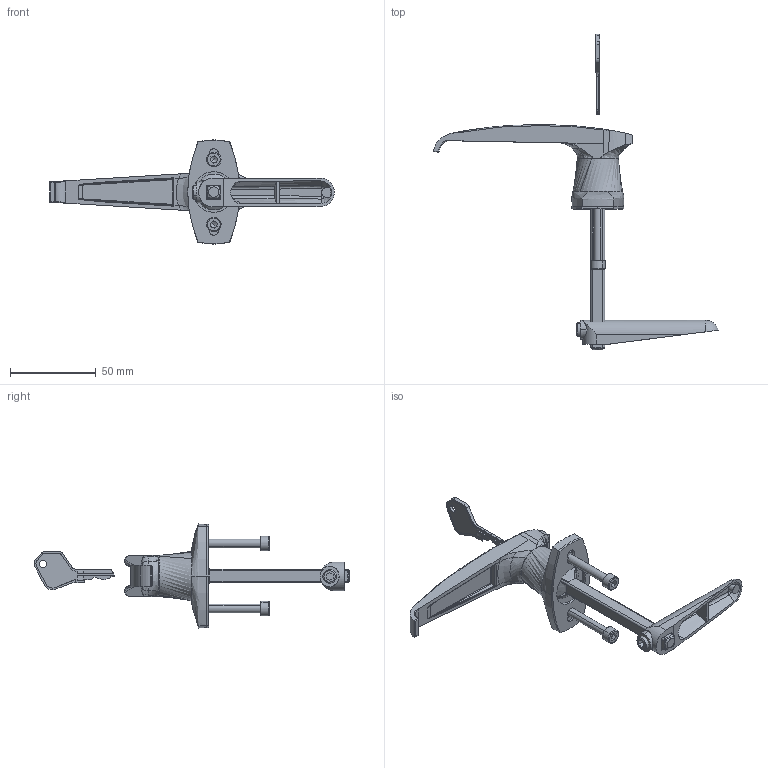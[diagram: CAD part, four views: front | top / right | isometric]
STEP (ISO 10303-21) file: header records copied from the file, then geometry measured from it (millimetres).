
FILE_DESCRIPTION (( 'STEP AP214' ), '1' );
FILE_NAME ('A368 Çàùåëêà ñ êëþ÷îì.STEP', '2019-09-13T12:19:00', ( 'Ïîëüçîâàòåëü Windows' ), ( '' ), 'SwSTEP 2.0', 'SolidWorks 2018', '' );
FILE_SCHEMA (( 'AUTOMOTIVE_DESIGN' ));
Length unit declared in the file: millimetre
Products named in the file (9): 栺歑緪薤 A368_3_00; Êëþ÷ A368_8_00; 扻豵鵨 A368_1_00; A368 Çàùåëêà ñ êëþ÷îì; 逄闉 A368_4_00; 青汶篪赅 A368_5_00; 鎔艜 A368_6_00; 玉蜞眍忸黜 忤眚 A368_7_00; Ðóêîÿòêà A368_2_00
Assembly tree (9 placements, depth 2):
  A368 Çàùåëêà ñ êëþ÷îì
    Ðóêîÿòêà A368_2_00
    栺歑緪薤 A368_3_00
    逄闉 A368_4_00
    扻豵鵨 A368_1_00
    青汶篪赅 A368_5_00
    玉蜞眍忸黜 忤眚 A368_7_00
    Êëþ÷ A368_8_00
    鎔艜 A368_6_00  x2
Bounding box: 166.27 x 184.5 x 60.81 mm (x, y, z)
Volume: 51898.4 mm3; surface area: 34869.6 mm2
Topology: 13 solids, 13 shells, 503 faces, 1337 edges, 856 vertices
Faces by surface type: plane 234, cylinder 152, bspline 79, torus 16, cone 12, sphere 10
Entity records: 20722 total; most frequent: CARTESIAN_POINT 9009, ORIENTED_EDGE 2550, DIRECTION 2082, EDGE_CURVE 1275, VERTEX_POINT 823, AXIS2_PLACEMENT_3D 727, VECTOR 628, LINE 628
